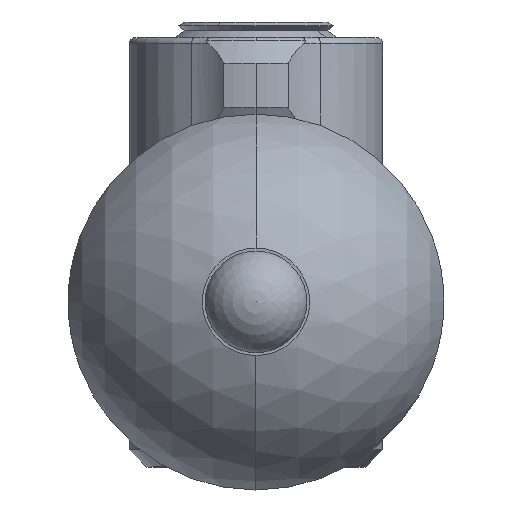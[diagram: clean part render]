
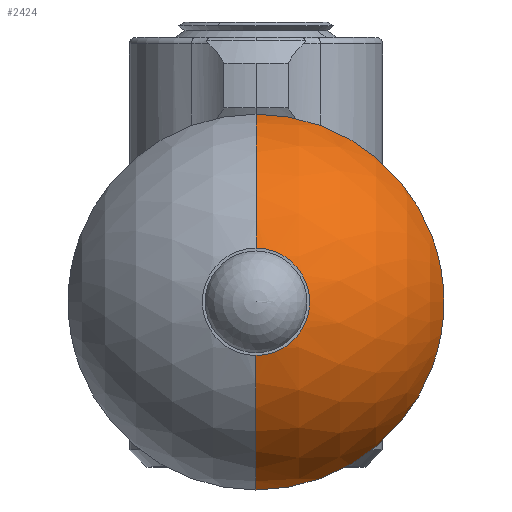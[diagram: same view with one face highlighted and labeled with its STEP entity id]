
A CAD part, top view. The second image highlights one B-rep face of the part: STEP entity #2424.
In plain terms, the highlighted spherical face has radius 8.982 mm.
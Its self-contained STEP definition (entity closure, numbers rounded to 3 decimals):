
#48 = DIRECTION ( 'NONE',  ( 0., -1., 0. ) ) ;
#424 = CARTESIAN_POINT ( 'NONE',  ( 0., 0., -10.327 ) ) ;
#483 = DIRECTION ( 'NONE',  ( 1., 0., 0. ) ) ;
#502 = ORIENTED_EDGE ( 'NONE', *, *, #2462, .T. ) ;
#510 = DIRECTION ( 'NONE',  ( -1., 0., 0. ) ) ;
#696 = AXIS2_PLACEMENT_3D ( 'NONE', #6117, #1542, #5352 ) ;
#1146 = VERTEX_POINT ( 'NONE', #4333 ) ;
#1188 = DIRECTION ( 'NONE',  ( 0., 0., 1. ) ) ;
#1392 = CARTESIAN_POINT ( 'NONE',  ( 0., -8.75, -8.3 ) ) ;
#1542 = DIRECTION ( 'NONE',  ( 0., 0., 1. ) ) ;
#1609 = AXIS2_PLACEMENT_3D ( 'NONE', #5257, #510, #48 ) ;
#2424 = ADVANCED_FACE ( 'NONE', ( #3431 ), #5837, .T. ) ;
#2462 = EDGE_CURVE ( 'NONE', #2883, #5714, #3126, .T. ) ;
#2883 = VERTEX_POINT ( 'NONE', #1392 ) ;
#3047 = ORIENTED_EDGE ( 'NONE', *, *, #3692, .F. ) ;
#3126 = CIRCLE ( 'NONE', #4636, 8.75 ) ;
#3185 = ORIENTED_EDGE ( 'NONE', *, *, #4862, .F. ) ;
#3222 = CARTESIAN_POINT ( 'NONE',  ( 0., 0., -8.3 ) ) ;
#3431 = FACE_OUTER_BOUND ( 'NONE', #4431, .T. ) ;
#3460 = CARTESIAN_POINT ( 'NONE',  ( 0., 0., -10.327 ) ) ;
#3692 = EDGE_CURVE ( 'NONE', #2883, #1146, #4718, .T. ) ;
#3726 = AXIS2_PLACEMENT_3D ( 'NONE', #3460, #3848, #5375 ) ;
#3848 = DIRECTION ( 'NONE',  ( -1., 0., 0. ) ) ;
#4315 = CARTESIAN_POINT ( 'NONE',  ( 0., 8.75, -8.3 ) ) ;
#4333 = CARTESIAN_POINT ( 'NONE',  ( 0., -2.5, -1.7 ) ) ;
#4413 = EDGE_CURVE ( 'NONE', #5714, #5683, #4946, .T. ) ;
#4431 = EDGE_LOOP ( 'NONE', ( #3047, #502, #5445, #3185 ) ) ;
#4595 = CIRCLE ( 'NONE', #696, 2.5 ) ;
#4636 = AXIS2_PLACEMENT_3D ( 'NONE', #3222, #1188, #5959 ) ;
#4718 = CIRCLE ( 'NONE', #1609, 8.982 ) ;
#4862 = EDGE_CURVE ( 'NONE', #1146, #5683, #4595, .T. ) ;
#4946 = CIRCLE ( 'NONE', #6035, 8.982 ) ;
#5136 = DIRECTION ( 'NONE',  ( 0., 0., -1. ) ) ;
#5257 = CARTESIAN_POINT ( 'NONE',  ( 0., 0., -10.327 ) ) ;
#5352 = DIRECTION ( 'NONE',  ( 1., 0., 0. ) ) ;
#5375 = DIRECTION ( 'NONE',  ( 0., 1., 0. ) ) ;
#5445 = ORIENTED_EDGE ( 'NONE', *, *, #4413, .T. ) ;
#5683 = VERTEX_POINT ( 'NONE', #5694 ) ;
#5694 = CARTESIAN_POINT ( 'NONE',  ( 0., 2.5, -1.7 ) ) ;
#5714 = VERTEX_POINT ( 'NONE', #4315 ) ;
#5837 = SPHERICAL_SURFACE ( 'NONE', #3726, 8.982 ) ;
#5959 = DIRECTION ( 'NONE',  ( 1., 0., 0. ) ) ;
#6035 = AXIS2_PLACEMENT_3D ( 'NONE', #424, #483, #5136 ) ;
#6117 = CARTESIAN_POINT ( 'NONE',  ( 0., 0., -1.7 ) ) ;
